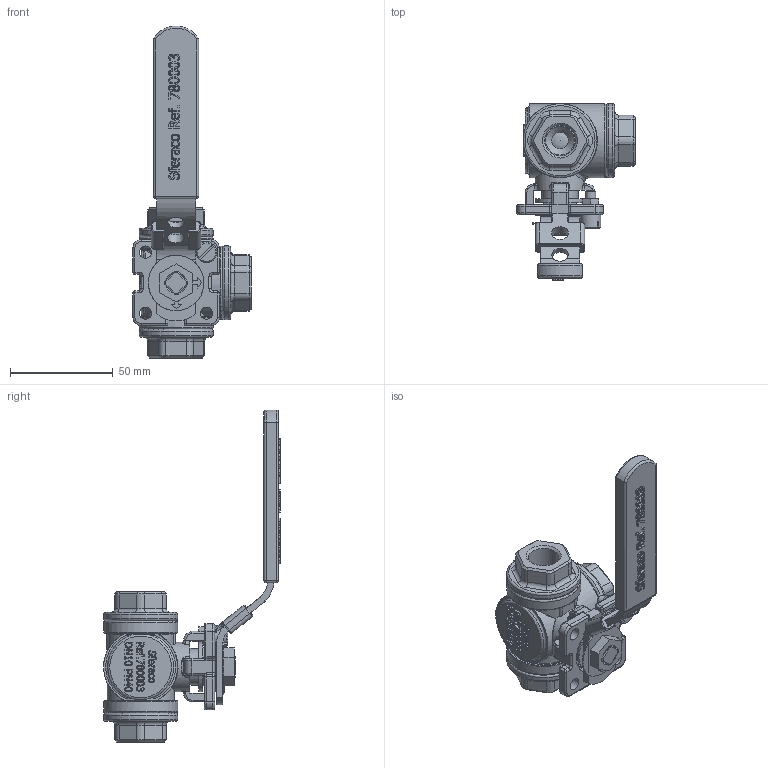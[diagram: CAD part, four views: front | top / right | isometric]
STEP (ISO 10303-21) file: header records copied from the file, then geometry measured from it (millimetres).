
FILE_DESCRIPTION(/* description */ ('780003'),/* implementation_level */ '2;1');
FILE_NAME(/* name */ '780003.stp',/* time_stamp */ '2016-09-29T15:31:43+02:00',/* author */ ('jmorand'),/* organization */ ('Sferaco'),/* preprocessor_version */ 'ST-DEVELOPER v16.5',/* originating_system */ 'Autodesk Inventor 2017',/* authorisation */ '');
FILE_SCHEMA (('AUTOMOTIVE_DESIGN { 1 0 10303 214 3 1 1 }'));
Length unit declared in the file: millimetre
Products named in the file (1): 780003_bd
Bounding box: 57.5 x 86 x 161.5 mm (x, y, z)
Volume: 100145.1 mm3; surface area: 34093.5 mm2
Topology: 1 solids, 11 shells, 1355 faces, 3454 edges, 2190 vertices
Faces by surface type: plane 526, bspline 421, cylinder 236, torus 101, cone 43, sphere 28
Full cylindrical faces by diameter (mm): 5 x2, 6 x4, 8 x5, 10 x4, 11 x1, 12 x2, 14.95 x3, 18 x1, 24 x3, 25.835 x3, 27 x2, 36 x6
Entity records: 46907 total; most frequent: CARTESIAN_POINT 15687, ORIENTED_EDGE 6728, DIRECTION 5016, EDGE_CURVE 3364, VERTEX_POINT 2166, LINE 1782, VECTOR 1782, AXIS2_PLACEMENT_3D 1617
